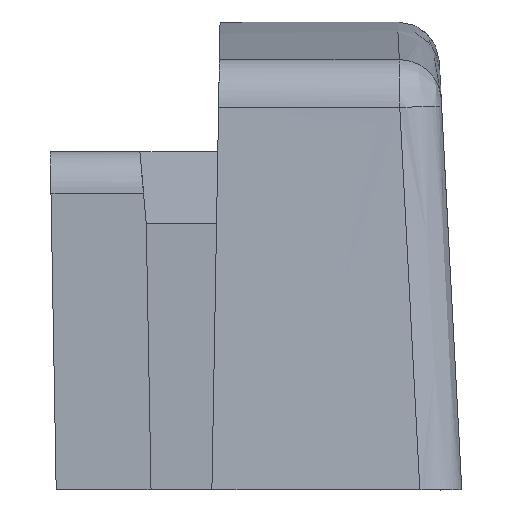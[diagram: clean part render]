
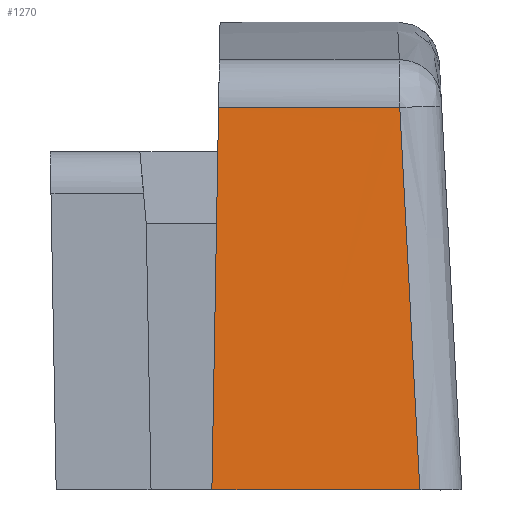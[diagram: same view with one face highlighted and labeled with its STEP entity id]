
A CAD part, front view. The second image highlights one B-rep face of the part: STEP entity #1270.
In plain terms, the highlighted face is a extrusion surface.
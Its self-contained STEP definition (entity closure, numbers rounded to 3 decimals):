
#25=DIRECTION('',(1.,0.,0.));
#26=VECTOR('',#25,4.953);
#27=CARTESIAN_POINT('',(141.152,-20.018,-2.213));
#28=LINE('',#27,#26);
#35=CARTESIAN_POINT('',(146.105,-20.018,-2.213));
#417=CARTESIAN_POINT('',(145.627,-19.51,6.898));
#418=CARTESIAN_POINT('',(145.679,-19.56,5.911));
#419=CARTESIAN_POINT('',(145.783,-19.67,3.923));
#420=CARTESIAN_POINT('',(145.935,-19.839,1.035));
#421=CARTESIAN_POINT('',(146.047,-19.961,-1.109));
#422=CARTESIAN_POINT('',(146.105,-20.018,-2.213));
#424=CARTESIAN_POINT('',(141.152,-20.018,-2.213));
#425=CARTESIAN_POINT('',(141.17,-19.964,-1.178));
#426=CARTESIAN_POINT('',(141.206,-19.849,0.876));
#427=CARTESIAN_POINT('',(141.259,-19.671,3.913));
#428=CARTESIAN_POINT('',(141.294,-19.56,5.908));
#429=CARTESIAN_POINT('',(141.311,-19.51,6.898));
#431=DIRECTION('',(1.,0.,0.));
#432=VECTOR('',#431,4.316);
#433=CARTESIAN_POINT('',(141.311,-19.51,6.898));
#434=LINE('',#433,#432);
#578=CARTESIAN_POINT('',(141.152,-20.018,-2.213));
#580=VERTEX_POINT('',#578);
#587=VERTEX_POINT('',#429);
#591=VERTEX_POINT('',#35);
#592=VERTEX_POINT('',#417);
#1251=CARTESIAN_POINT('',(141.102,-20.028,-2.386));
#1252=CARTESIAN_POINT('',(141.102,-20.025,-2.329));
#1253=CARTESIAN_POINT('',(141.102,-19.946,-0.818));
#1254=CARTESIAN_POINT('',(141.102,-19.774,2.145));
#1255=CARTESIAN_POINT('',(141.102,-19.599,5.182));
#1256=CARTESIAN_POINT('',(141.102,-19.513,6.824));
#1257=CARTESIAN_POINT('',(141.102,-19.504,7.014));
#1258=CARTESIAN_POINT('',(141.102,-19.501,7.072));
#1260=DIRECTION('',(1.,0.,0.));
#1261=VECTOR('',#1260,1.);
#1262=SURFACE_OF_LINEAR_EXTRUSION('',#1259,#1261);
#1263=ORIENTED_EDGE('',*,*,#1243,.T.);
#1264=ORIENTED_EDGE('',*,*,#716,.F.);
#1265=ORIENTED_EDGE('',*,*,#970,.T.);
#1267=ORIENTED_EDGE('',*,*,#1266,.T.);
#1268=EDGE_LOOP('',(#1263,#1264,#1265,#1267));
#1269=FACE_OUTER_BOUND('',#1268,.F.);
#1270=ADVANCED_FACE('',(#1269),#1262,.F.);
#423=B_SPLINE_CURVE_WITH_KNOTS('',3,(#417,#418,#419,#420,#421,#422),
.UNSPECIFIED.,.F.,.F.,(4,1,1,4),(0.,0.333,0.667,1.),
.UNSPECIFIED.);
#430=B_SPLINE_CURVE_WITH_KNOTS('',3,(#424,#425,#426,#427,#428,#429),
.UNSPECIFIED.,.F.,.F.,(4,1,1,4),(0.,0.333,0.667,1.),
.UNSPECIFIED.);
#716=EDGE_CURVE('',#580,#591,#28,.T.);
#970=EDGE_CURVE('',#580,#587,#430,.T.);
#1243=EDGE_CURVE('',#592,#591,#423,.T.);
#1259=B_SPLINE_CURVE_WITH_KNOTS('',3,(#1251,#1252,#1253,#1254,#1255,#1256,#1257,
#1258),.UNSPECIFIED.,.F.,.F.,(4,1,1,1,1,4),(0.,0.018,
0.479,0.94,0.982,1.),.UNSPECIFIED.);
#1266=EDGE_CURVE('',#587,#592,#434,.T.);
